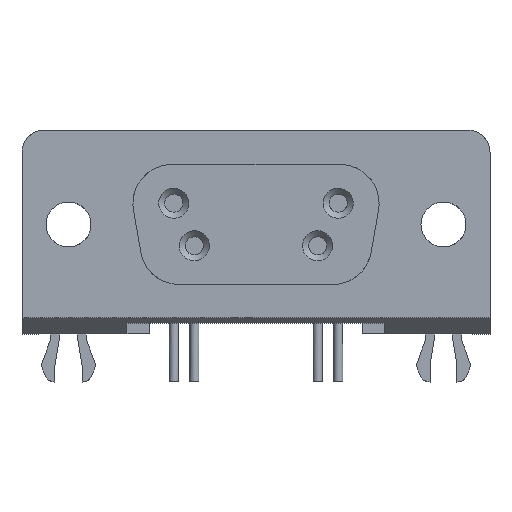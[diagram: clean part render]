
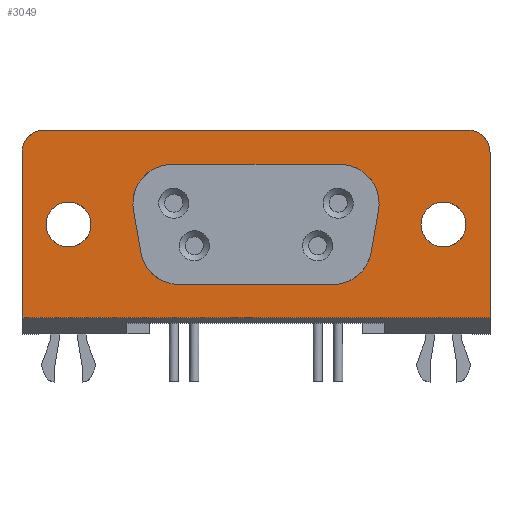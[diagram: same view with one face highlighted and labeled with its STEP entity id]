
A CAD part, front view. The second image highlights one B-rep face of the part: STEP entity #3049.
In plain terms, the highlighted free-form (B-spline) face has degree [1, 1] with [2, 2] control points.
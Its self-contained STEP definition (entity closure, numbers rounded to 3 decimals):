
#249 = EDGE_CURVE('',#250,#252,#254,.T.);
#250 = VERTEX_POINT('',#251);
#251 = CARTESIAN_POINT('',(5.111,-11.73,3.39
    ));
#252 = VERTEX_POINT('',#253);
#253 = CARTESIAN_POINT('',(7.672,-11.73,5.539
    ));
#254 = ( BOUNDED_CURVE() B_SPLINE_CURVE(2,(#255,#256,#257),
.UNSPECIFIED.,.F.,.F.) B_SPLINE_CURVE_WITH_KNOTS((3,3),(0.,1.),
.PIECEWISE_BEZIER_KNOTS.) CURVE() GEOMETRIC_REPRESENTATION_ITEM() 
RATIONAL_B_SPLINE_CURVE((1.,0.674,0.773)) 
REPRESENTATION_ITEM('') );
#255 = CARTESIAN_POINT('',(5.111,-11.73,3.39
    ));
#256 = CARTESIAN_POINT('',(7.293,-11.73,3.39));
#257 = CARTESIAN_POINT('',(7.672,-11.73,5.539
    ));
#289 = EDGE_CURVE('',#252,#290,#292,.T.);
#290 = VERTEX_POINT('',#291);
#291 = CARTESIAN_POINT('',(8.166,-11.73,8.339
    ));
#292 = B_SPLINE_CURVE_WITH_KNOTS('',1,(#293,#294),.UNSPECIFIED.,.F.,.F.,
  (2,2),(0.,1.),.PIECEWISE_BEZIER_KNOTS.);
#293 = CARTESIAN_POINT('',(7.672,-11.73,5.539
    ));
#294 = CARTESIAN_POINT('',(8.166,-11.73,8.339
    ));
#317 = EDGE_CURVE('',#290,#318,#320,.T.);
#318 = VERTEX_POINT('',#319);
#319 = CARTESIAN_POINT('',(5.605,-11.73,11.39));
#320 = ( BOUNDED_CURVE() B_SPLINE_CURVE(2,(#321,#322,#323),
.UNSPECIFIED.,.F.,.F.) B_SPLINE_CURVE_WITH_KNOTS((3,3),(0.,1.),
.PIECEWISE_BEZIER_KNOTS.) CURVE() GEOMETRIC_REPRESENTATION_ITEM() 
RATIONAL_B_SPLINE_CURVE((1.,0.592,0.849)) 
REPRESENTATION_ITEM('') );
#321 = CARTESIAN_POINT('',(8.166,-11.73,8.339
    ));
#322 = CARTESIAN_POINT('',(8.704,-11.73,
    11.39));
#323 = CARTESIAN_POINT('',(5.605,-11.73,11.39));
#349 = EDGE_CURVE('',#318,#350,#352,.T.);
#350 = VERTEX_POINT('',#351);
#351 = CARTESIAN_POINT('',(-5.605,-11.73,11.39));
#352 = B_SPLINE_CURVE_WITH_KNOTS('',1,(#353,#354),.UNSPECIFIED.,.F.,.F.,
  (2,2),(0.,1.),.PIECEWISE_BEZIER_KNOTS.);
#353 = CARTESIAN_POINT('',(5.605,-11.73,11.39));
#354 = CARTESIAN_POINT('',(-5.605,-11.73,11.39));
#377 = EDGE_CURVE('',#350,#378,#380,.T.);
#378 = VERTEX_POINT('',#379);
#379 = CARTESIAN_POINT('',(-8.166,-11.73,
    8.339));
#380 = ( BOUNDED_CURVE() B_SPLINE_CURVE(2,(#381,#382,#383),
.UNSPECIFIED.,.F.,.F.) B_SPLINE_CURVE_WITH_KNOTS((3,3),(0.,1.),
.PIECEWISE_BEZIER_KNOTS.) CURVE() GEOMETRIC_REPRESENTATION_ITEM() 
RATIONAL_B_SPLINE_CURVE((1.,0.592,0.849)) 
REPRESENTATION_ITEM('') );
#381 = CARTESIAN_POINT('',(-5.605,-11.73,11.39));
#382 = CARTESIAN_POINT('',(-8.704,-11.73,
    11.39));
#383 = CARTESIAN_POINT('',(-8.166,-11.73,
    8.339));
#409 = EDGE_CURVE('',#378,#410,#412,.T.);
#410 = VERTEX_POINT('',#411);
#411 = CARTESIAN_POINT('',(-7.672,-11.73,
    5.539));
#412 = B_SPLINE_CURVE_WITH_KNOTS('',1,(#413,#414),.UNSPECIFIED.,.F.,.F.,
  (2,2),(0.,1.),.PIECEWISE_BEZIER_KNOTS.);
#413 = CARTESIAN_POINT('',(-8.166,-11.73,
    8.339));
#414 = CARTESIAN_POINT('',(-7.672,-11.73,
    5.539));
#437 = EDGE_CURVE('',#410,#438,#440,.T.);
#438 = VERTEX_POINT('',#439);
#439 = CARTESIAN_POINT('',(-5.111,-11.73,
    3.39));
#440 = ( BOUNDED_CURVE() B_SPLINE_CURVE(2,(#441,#442,#443),
.UNSPECIFIED.,.F.,.F.) B_SPLINE_CURVE_WITH_KNOTS((3,3),(0.,1.),
.PIECEWISE_BEZIER_KNOTS.) CURVE() GEOMETRIC_REPRESENTATION_ITEM() 
RATIONAL_B_SPLINE_CURVE((1.,0.674,0.773)) 
REPRESENTATION_ITEM('') );
#441 = CARTESIAN_POINT('',(-7.672,-11.73,
    5.539));
#442 = CARTESIAN_POINT('',(-7.293,-11.73,
    3.39));
#443 = CARTESIAN_POINT('',(-5.111,-11.73,
    3.39));
#469 = EDGE_CURVE('',#470,#470,#472,.T.);
#470 = VERTEX_POINT('',#471);
#471 = CARTESIAN_POINT('',(-14.,-11.73,7.39));
#472 = ( BOUNDED_CURVE() B_SPLINE_CURVE(2,(#473,#474,#475,#476,#477,#478
,#479),.UNSPECIFIED.,.T.,.F.) B_SPLINE_CURVE_WITH_KNOTS((1,2,2,2,2,1),(
    -10.392,0.,10.392,20.785,31.177,
41.569),.UNSPECIFIED.) CURVE() GEOMETRIC_REPRESENTATION_ITEM() 
RATIONAL_B_SPLINE_CURVE((1.,0.5,1.,0.5,1.,0.5,1.)) REPRESENTATION_ITEM(
  '') );
#473 = CARTESIAN_POINT('',(-14.,-11.73,7.39));
#474 = CARTESIAN_POINT('',(-14.,-11.73,9.988));
#475 = CARTESIAN_POINT('',(-11.75,-11.73,8.689));
#476 = CARTESIAN_POINT('',(-9.5,-11.73,7.39));
#477 = CARTESIAN_POINT('',(-11.75,-11.73,6.091));
#478 = CARTESIAN_POINT('',(-14.,-11.73,4.792));
#479 = CARTESIAN_POINT('',(-14.,-11.73,7.39));
#517 = EDGE_CURVE('',#518,#518,#520,.T.);
#518 = VERTEX_POINT('',#519);
#519 = CARTESIAN_POINT('',(11.,-11.73,7.39));
#520 = ( BOUNDED_CURVE() B_SPLINE_CURVE(2,(#521,#522,#523,#524,#525,#526
,#527),.UNSPECIFIED.,.T.,.F.) B_SPLINE_CURVE_WITH_KNOTS((1,2,2,2,2,1),(
    -10.392,0.,10.392,20.785,31.177,
41.569),.UNSPECIFIED.) CURVE() GEOMETRIC_REPRESENTATION_ITEM() 
RATIONAL_B_SPLINE_CURVE((1.,0.5,1.,0.5,1.,0.5,1.)) REPRESENTATION_ITEM(
  '') );
#521 = CARTESIAN_POINT('',(11.,-11.73,7.39));
#522 = CARTESIAN_POINT('',(11.,-11.73,9.988));
#523 = CARTESIAN_POINT('',(13.25,-11.73,8.689));
#524 = CARTESIAN_POINT('',(15.5,-11.73,7.39));
#525 = CARTESIAN_POINT('',(13.25,-11.73,6.091));
#526 = CARTESIAN_POINT('',(11.,-11.73,4.792));
#527 = CARTESIAN_POINT('',(11.,-11.73,7.39));
#2846 = VERTEX_POINT('',#2847);
#2847 = CARTESIAN_POINT('',(15.6,-11.73,1.19));
#2852 = EDGE_CURVE('',#2846,#2853,#2855,.T.);
#2853 = VERTEX_POINT('',#2854);
#2854 = CARTESIAN_POINT('',(-15.6,-11.73,1.19));
#2855 = B_SPLINE_CURVE_WITH_KNOTS('',1,(#2856,#2857),.UNSPECIFIED.,.F.,
  .F.,(2,2),(0.,62.4),.PIECEWISE_BEZIER_KNOTS.);
#2856 = CARTESIAN_POINT('',(15.6,-11.73,1.19));
#2857 = CARTESIAN_POINT('',(-15.6,-11.73,1.19));
#2874 = VERTEX_POINT('',#2875);
#2875 = CARTESIAN_POINT('',(15.6,-11.73,12.19));
#2882 = EDGE_CURVE('',#2874,#2846,#2883,.T.);
#2883 = B_SPLINE_CURVE_WITH_KNOTS('',1,(#2884,#2885),.UNSPECIFIED.,.F.,
  .F.,(2,2),(0.,22.),.PIECEWISE_BEZIER_KNOTS.);
#2884 = CARTESIAN_POINT('',(15.6,-11.73,12.19));
#2885 = CARTESIAN_POINT('',(15.6,-11.73,1.19));
#2915 = VERTEX_POINT('',#2916);
#2916 = CARTESIAN_POINT('',(14.1,-11.73,13.69));
#2921 = EDGE_CURVE('',#2915,#2874,#2922,.T.);
#2922 = ( BOUNDED_CURVE() B_SPLINE_CURVE(2,(#2923,#2924,#2925),
.UNSPECIFIED.,.F.,.F.) B_SPLINE_CURVE_WITH_KNOTS((3,3),(0.,6.),
.PIECEWISE_BEZIER_KNOTS.) CURVE() GEOMETRIC_REPRESENTATION_ITEM() 
RATIONAL_B_SPLINE_CURVE((1.,0.707,1.)) REPRESENTATION_ITEM('') 
  );
#2923 = CARTESIAN_POINT('',(14.1,-11.73,13.69));
#2924 = CARTESIAN_POINT('',(15.6,-11.73,13.69));
#2925 = CARTESIAN_POINT('',(15.6,-11.73,12.19));
#2944 = VERTEX_POINT('',#2945);
#2945 = CARTESIAN_POINT('',(-14.1,-11.73,13.69));
#2950 = EDGE_CURVE('',#2944,#2915,#2951,.T.);
#2951 = B_SPLINE_CURVE_WITH_KNOTS('',1,(#2952,#2953),.UNSPECIFIED.,.F.,
  .F.,(2,2),(0.,56.4),.PIECEWISE_BEZIER_KNOTS.);
#2952 = CARTESIAN_POINT('',(-14.1,-11.73,13.69));
#2953 = CARTESIAN_POINT('',(14.1,-11.73,13.69));
#3006 = VERTEX_POINT('',#3007);
#3007 = CARTESIAN_POINT('',(-15.6,-11.73,12.19));
#3012 = EDGE_CURVE('',#3006,#2944,#3013,.T.);
#3013 = ( BOUNDED_CURVE() B_SPLINE_CURVE(2,(#3014,#3015,#3016),
.UNSPECIFIED.,.F.,.F.) B_SPLINE_CURVE_WITH_KNOTS((3,3),(0.,6.),
.PIECEWISE_BEZIER_KNOTS.) CURVE() GEOMETRIC_REPRESENTATION_ITEM() 
RATIONAL_B_SPLINE_CURVE((1.,0.707,1.)) REPRESENTATION_ITEM('') 
  );
#3014 = CARTESIAN_POINT('',(-15.6,-11.73,12.19));
#3015 = CARTESIAN_POINT('',(-15.6,-11.73,13.69));
#3016 = CARTESIAN_POINT('',(-14.1,-11.73,13.69));
#3040 = EDGE_CURVE('',#2853,#3006,#3041,.T.);
#3041 = B_SPLINE_CURVE_WITH_KNOTS('',1,(#3042,#3043),.UNSPECIFIED.,.F.,
  .F.,(2,2),(0.,22.),.PIECEWISE_BEZIER_KNOTS.);
#3042 = CARTESIAN_POINT('',(-15.6,-11.73,1.19));
#3043 = CARTESIAN_POINT('',(-15.6,-11.73,12.19));
#3049 = ADVANCED_FACE('',(#3050,#3058,#3061,#3064),#3078,.T.);
#3050 = FACE_BOUND('',#3051,.T.);
#3051 = EDGE_LOOP('',(#3052,#3053,#3054,#3055,#3056,#3057));
#3052 = ORIENTED_EDGE('',*,*,#3040,.F.);
#3053 = ORIENTED_EDGE('',*,*,#2852,.F.);
#3054 = ORIENTED_EDGE('',*,*,#2882,.F.);
#3055 = ORIENTED_EDGE('',*,*,#2921,.F.);
#3056 = ORIENTED_EDGE('',*,*,#2950,.F.);
#3057 = ORIENTED_EDGE('',*,*,#3012,.F.);
#3058 = FACE_BOUND('',#3059,.T.);
#3059 = EDGE_LOOP('',(#3060));
#3060 = ORIENTED_EDGE('',*,*,#469,.T.);
#3061 = FACE_BOUND('',#3062,.T.);
#3062 = EDGE_LOOP('',(#3063));
#3063 = ORIENTED_EDGE('',*,*,#517,.T.);
#3064 = FACE_BOUND('',#3065,.T.);
#3065 = EDGE_LOOP('',(#3066,#3071,#3072,#3073,#3074,#3075,#3076,#3077));
#3066 = ORIENTED_EDGE('',*,*,#3067,.F.);
#3067 = EDGE_CURVE('',#438,#250,#3068,.T.);
#3068 = B_SPLINE_CURVE_WITH_KNOTS('',1,(#3069,#3070),.UNSPECIFIED.,.F.,
  .F.,(2,2),(0.,1.),.PIECEWISE_BEZIER_KNOTS.);
#3069 = CARTESIAN_POINT('',(-5.111,-11.73,
    3.39));
#3070 = CARTESIAN_POINT('',(5.111,-11.73,
    3.39));
#3071 = ORIENTED_EDGE('',*,*,#437,.F.);
#3072 = ORIENTED_EDGE('',*,*,#409,.F.);
#3073 = ORIENTED_EDGE('',*,*,#377,.F.);
#3074 = ORIENTED_EDGE('',*,*,#349,.F.);
#3075 = ORIENTED_EDGE('',*,*,#317,.F.);
#3076 = ORIENTED_EDGE('',*,*,#289,.F.);
#3077 = ORIENTED_EDGE('',*,*,#249,.F.);
#3078 = B_SPLINE_SURFACE_WITH_KNOTS('',1,1,(
    (#3079,#3080)
    ,(#3081,#3082
    )),.UNSPECIFIED.,.F.,.F.,.F.,(2,2),(2,2),(0.,1.),(0.,1.),
  .PIECEWISE_BEZIER_KNOTS.);
#3079 = CARTESIAN_POINT('',(17.16,-11.73,14.315));
#3080 = CARTESIAN_POINT('',(17.16,-11.73,0.565));
#3081 = CARTESIAN_POINT('',(-17.16,-11.73,14.315));
#3082 = CARTESIAN_POINT('',(-17.16,-11.73,0.565));
